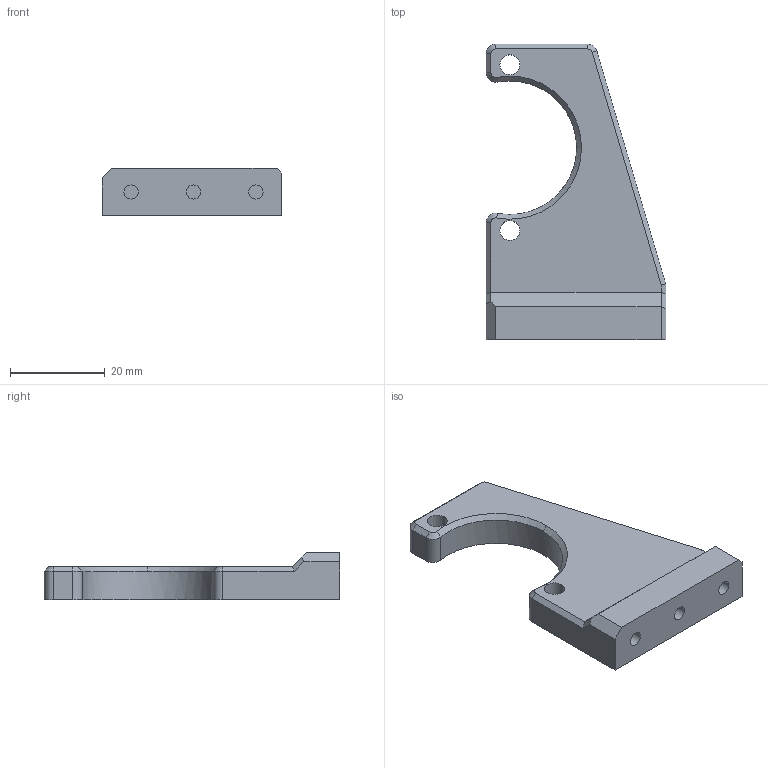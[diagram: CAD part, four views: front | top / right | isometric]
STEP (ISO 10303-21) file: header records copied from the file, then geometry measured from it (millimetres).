
FILE_DESCRIPTION (( 'STEP AP203' ), '1' );
FILE_NAME ('16_DEC_motor_mount_v6.step', '2020-02-23T11:28:50', ( '' ), ( '' ), 'SwSTEP 2.0', 'SolidWorks 2019', '' );
FILE_SCHEMA (( 'CONFIG_CONTROL_DESIGN' ));
Length unit declared in the file: millimetre
Products named in the file (1): 16_DEC_motor_mount_v6
Bounding box: 37.9 x 62.37 x 10 mm (x, y, z)
Volume: 11214.1 mm3; surface area: 4996.2 mm2
Topology: 1 solids, 1 shells, 43 faces, 102 edges, 64 vertices
Faces by surface type: plane 22, cylinder 15, cone 6
Entity records: 1322 total; most frequent: DIRECTION 227, CARTESIAN_POINT 210, ORIENTED_EDGE 204, EDGE_CURVE 102, AXIS2_PLACEMENT_3D 81, VECTOR 65, LINE 65, VERTEX_POINT 64
